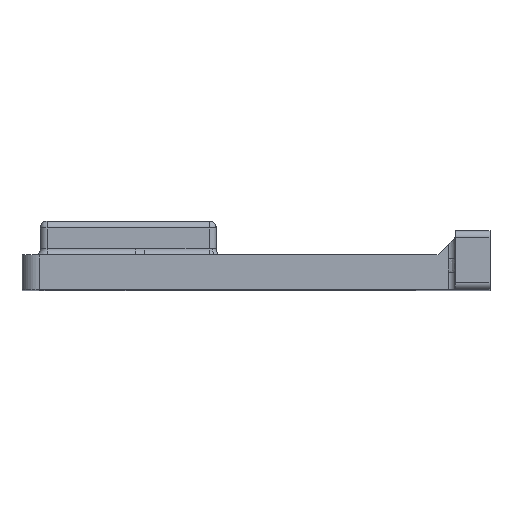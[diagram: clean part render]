
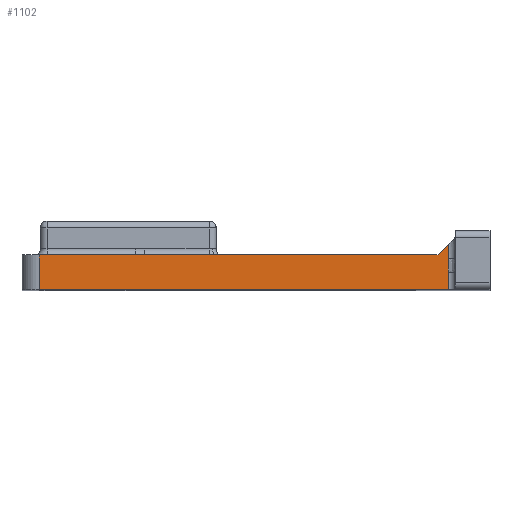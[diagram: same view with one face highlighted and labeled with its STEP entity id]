
A CAD part, top view. The second image highlights one B-rep face of the part: STEP entity #1102.
In plain terms, the highlighted planar face has unit normal (0, 0, 1).
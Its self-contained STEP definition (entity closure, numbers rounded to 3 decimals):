
#228 = CARTESIAN_POINT ( 'NONE',  ( 123.028, 6.676, 0. ) ) ;
#736 = CARTESIAN_POINT ( 'NONE',  ( 123.008, 5.705, 0. ) ) ;
#823 = CARTESIAN_POINT ( 'NONE',  ( 5., 10., 0. ) ) ;
#888 = VECTOR ( 'NONE', #5402, 1000. ) ;
#1102 = ADVANCED_FACE ( 'NONE', ( #3910 ), #6617, .F. ) ;
#1279 = EDGE_CURVE ( 'NONE', #5631, #5904, #2963, .T. ) ;
#1644 = LINE ( 'NONE', #3374, #8124 ) ;
#1858 = CARTESIAN_POINT ( 'NONE',  ( 123.022, 7.648, 0. ) ) ;
#2105 = CARTESIAN_POINT ( 'NONE',  ( 5., 0., 0. ) ) ;
#2700 = EDGE_LOOP ( 'NONE', ( #6121, #9049, #4271, #8335, #7997, #4422, #9726 ) ) ;
#2879 = VECTOR ( 'NONE', #10315, 1000. ) ;
#2963 = LINE ( 'NONE', #3019, #888 ) ;
#2980 = DIRECTION ( 'NONE',  ( 1., 0., 0. ) ) ;
#3019 = CARTESIAN_POINT ( 'NONE',  ( 123., 15., 0. ) ) ;
#3374 = CARTESIAN_POINT ( 'NONE',  ( 5., 0., 0. ) ) ;
#3530 = CARTESIAN_POINT ( 'NONE',  ( 123.008, 8.295, 0. ) ) ;
#3624 = EDGE_CURVE ( 'NONE', #4057, #3723, #1644, .T. ) ;
#3723 = VERTEX_POINT ( 'NONE', #5801 ) ;
#3847 = EDGE_CURVE ( 'NONE', #5904, #6845, #6072, .T. ) ;
#3910 = FACE_OUTER_BOUND ( 'NONE', #2700, .T. ) ;
#4057 = VERTEX_POINT ( 'NONE', #2105 ) ;
#4107 = VECTOR ( 'NONE', #2980, 1000. ) ;
#4271 = ORIENTED_EDGE ( 'NONE', *, *, #7389, .T. ) ;
#4327 = VERTEX_POINT ( 'NONE', #8541 ) ;
#4422 = ORIENTED_EDGE ( 'NONE', *, *, #6412, .F. ) ;
#4441 = CARTESIAN_POINT ( 'NONE',  ( 123., 8.943, 0. ) ) ;
#5046 = DIRECTION ( 'NONE',  ( -1., 0., 0. ) ) ;
#5109 = CARTESIAN_POINT ( 'NONE',  ( 123., 5.057, 0. ) ) ;
#5402 = DIRECTION ( 'NONE',  ( 0., 1., 0. ) ) ;
#5631 = VERTEX_POINT ( 'NONE', #4441 ) ;
#5801 = CARTESIAN_POINT ( 'NONE',  ( 123., 0., 0. ) ) ;
#5867 = DIRECTION ( 'NONE',  ( 0., 0., -1. ) ) ;
#5901 = AXIS2_PLACEMENT_3D ( 'NONE', #823, #5867, #5046 ) ;
#5904 = VERTEX_POINT ( 'NONE', #6914 ) ;
#6072 = LINE ( 'NONE', #6776, #8813 ) ;
#6090 = LINE ( 'NONE', #6852, #2879 ) ;
#6121 = ORIENTED_EDGE ( 'NONE', *, *, #3624, .T. ) ;
#6412 = EDGE_CURVE ( 'NONE', #8785, #6845, #10416, .T. ) ;
#6617 = PLANE ( 'NONE',  #5901 ) ;
#6632 = DIRECTION ( 'NONE',  ( 1., 0., 0. ) ) ;
#6776 = CARTESIAN_POINT ( 'NONE',  ( 62.5, -47.5, 0. ) ) ;
#6845 = VERTEX_POINT ( 'NONE', #10677 ) ;
#6848 = CARTESIAN_POINT ( 'NONE',  ( 123.022, 6.352, 0. ) ) ;
#6852 = CARTESIAN_POINT ( 'NONE',  ( 5., 10., 0. ) ) ;
#6914 = CARTESIAN_POINT ( 'NONE',  ( 123., 13., 0. ) ) ;
#7389 = EDGE_CURVE ( 'NONE', #4327, #5631, #10124, .T. ) ;
#7997 = ORIENTED_EDGE ( 'NONE', *, *, #3847, .T. ) ;
#8124 = VECTOR ( 'NONE', #6632, 1000. ) ;
#8219 = CARTESIAN_POINT ( 'NONE',  ( 123., 8.943, 0. ) ) ;
#8335 = ORIENTED_EDGE ( 'NONE', *, *, #1279, .T. ) ;
#8421 = CARTESIAN_POINT ( 'NONE',  ( 123.028, 7.324, 0. ) ) ;
#8520 = CARTESIAN_POINT ( 'NONE',  ( 123., 5.381, 0. ) ) ;
#8541 = CARTESIAN_POINT ( 'NONE',  ( 123., 5.057, 0. ) ) ;
#8730 = VECTOR ( 'NONE', #9419, 1000. ) ;
#8785 = VERTEX_POINT ( 'NONE', #9396 ) ;
#8791 = CARTESIAN_POINT ( 'NONE',  ( 5., 10., 0. ) ) ;
#8813 = VECTOR ( 'NONE', #10080, 1000. ) ;
#9049 = ORIENTED_EDGE ( 'NONE', *, *, #9974, .T. ) ;
#9129 = EDGE_CURVE ( 'NONE', #8785, #4057, #6090, .T. ) ;
#9284 = CARTESIAN_POINT ( 'NONE',  ( 123., 8.619, 0. ) ) ;
#9316 = CARTESIAN_POINT ( 'NONE',  ( 123., 15., 0. ) ) ;
#9396 = CARTESIAN_POINT ( 'NONE',  ( 5., 10., 0. ) ) ;
#9419 = DIRECTION ( 'NONE',  ( 0., 1., 0. ) ) ;
#9726 = ORIENTED_EDGE ( 'NONE', *, *, #9129, .T. ) ;
#9974 = EDGE_CURVE ( 'NONE', #3723, #4327, #10295, .T. ) ;
#10080 = DIRECTION ( 'NONE',  ( -0.707, -0.707, 0. ) ) ;
#10124 = B_SPLINE_CURVE_WITH_KNOTS ( 'NONE', 3,
 ( #5109, #8520, #736, #6848, #228, #8421, #1858, #3530, #9284, #8219 ),
 .UNSPECIFIED., .F., .F.,
 ( 4, 2, 2, 2, 4 ),
 ( 0., 0.001, 0.002, 0.003, 0.004 ),
 .UNSPECIFIED. ) ;
#10295 = LINE ( 'NONE', #9316, #8730 ) ;
#10315 = DIRECTION ( 'NONE',  ( 0., -1., 0. ) ) ;
#10416 = LINE ( 'NONE', #8791, #4107 ) ;
#10677 = CARTESIAN_POINT ( 'NONE',  ( 120., 10., 0. ) ) ;
